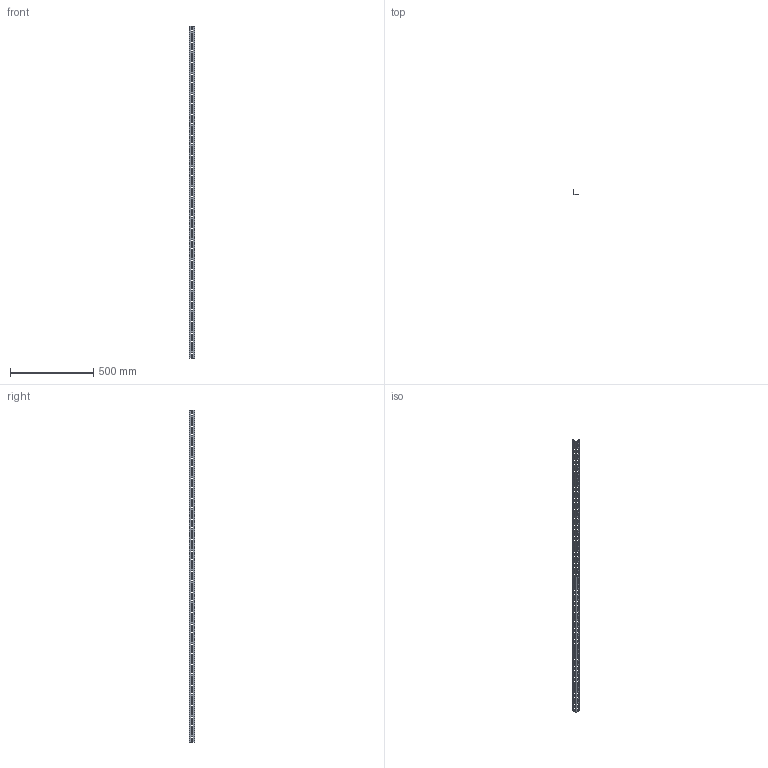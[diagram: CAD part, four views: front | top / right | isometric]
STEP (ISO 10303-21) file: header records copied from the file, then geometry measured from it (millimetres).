
FILE_DESCRIPTION(/* description */ (''),/* implementation_level */ '2;1');
FILE_NAME(/* name */ 'L32-32-1.5-2000.ipt.stp',/* time_stamp */ '2023-05-18T11:39:01+03:00',/* author */ ('Man88'),/* organization */ (''),/* preprocessor_version */ 'ST-DEVELOPER v19.2',/* originating_system */ 'Autodesk Inventor 2023',/* authorisation */ '');
FILE_SCHEMA (('AUTOMOTIVE_DESIGN { 1 0 10303 214 3 1 1 }'));
Length unit declared in the file: millimetre
Products named in the file (1): Уголок 32-32-2.5-2000
Bounding box: 32 x 32 x 2000 mm (x, y, z)
Volume: 142719 mm3; surface area: 207791.9 mm2
Topology: 1 solids, 1 shells, 412 faces, 1230 edges, 820 vertices
Faces by surface type: plane 212, cylinder 200
Entity records: 14809 total; most frequent: CARTESIAN_POINT 2463, ORIENTED_EDGE 2460, DIRECTION 2456, EDGE_CURVE 1230, LINE 830, VECTOR 830, VERTEX_POINT 820, AXIS2_PLACEMENT_3D 813
